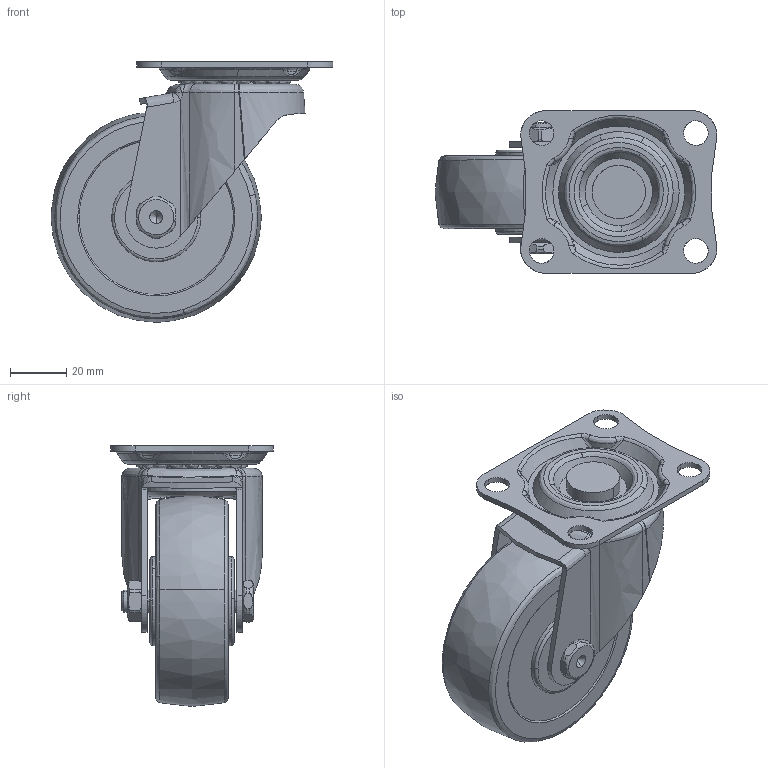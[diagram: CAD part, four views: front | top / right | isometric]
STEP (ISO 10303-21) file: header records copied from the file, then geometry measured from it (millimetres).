
FILE_DESCRIPTION((''),'2;1');
FILE_NAME('','2005-12-16T10:53:26',(''),(''),'','CADfix','');
FILE_SCHEMA(('AUTOMOTIVE_DESIGN'));
Length unit declared in the file: millimetre
Products named in the file (6): body; wheel; mounting plate; main shaft; axle; 320S_R75_7956_36
Assembly tree (5 placements, depth 2):
  320S_R75_7956_36
    body
    wheel
    mounting plate
    main shaft
    axle
Bounding box: 100.5 x 58 x 93 mm (x, y, z)
Volume: 146425.7 mm3; surface area: 44183 mm2
Topology: 5 solids, 5 shells, 329 faces, 952 edges, 647 vertices
Faces by surface type: bspline 329
Entity records: 19843 total; most frequent: CARTESIAN_POINT 14633, ORIENTED_EDGE 1898, EDGE_CURVE 949, VERTEX_POINT 647, EDGE_LOOP 364, FACE_OUTER_BOUND 329, ADVANCED_FACE 329, B_SPLINE_CURVE_WITH_KNOTS 218
